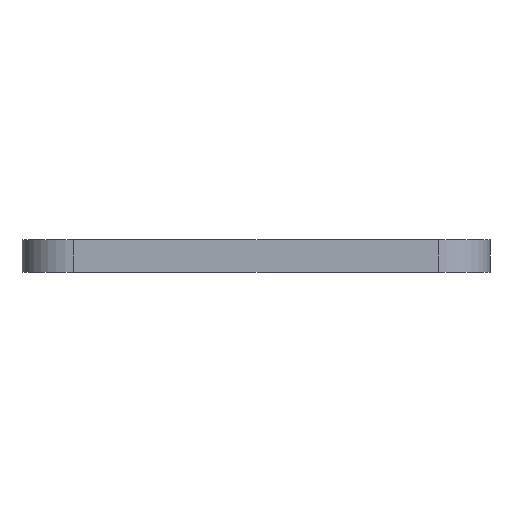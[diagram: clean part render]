
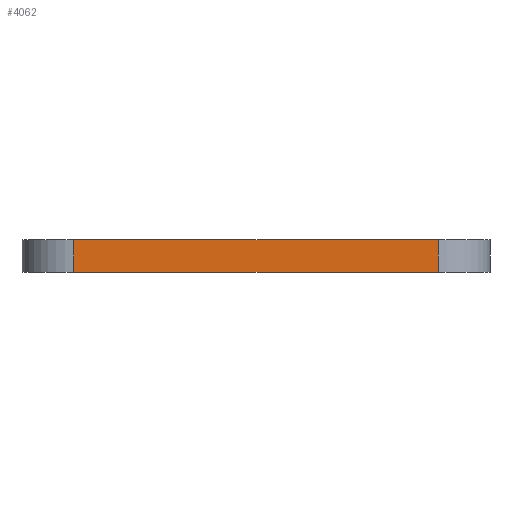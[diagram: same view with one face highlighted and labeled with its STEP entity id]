
A CAD part, left-side view. The second image highlights one B-rep face of the part: STEP entity #4062.
In plain terms, the highlighted planar face has unit normal (-1, 0, 0).
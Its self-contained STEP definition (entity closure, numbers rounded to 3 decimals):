
#84 = PLANE('',#85);
#85 = AXIS2_PLACEMENT_3D('',#86,#87,#88);
#86 = CARTESIAN_POINT('',(148.501,-105.004,1.6));
#87 = DIRECTION('',(0.,0.,1.));
#88 = DIRECTION('',(1.,0.,-0.));
#139 = PLANE('',#140);
#140 = AXIS2_PLACEMENT_3D('',#141,#142,#143);
#141 = CARTESIAN_POINT('',(148.501,-105.004,0.));
#142 = DIRECTION('',(0.,0.,1.));
#143 = DIRECTION('',(1.,0.,-0.));
#270 = CYLINDRICAL_SURFACE('',#271,2.605);
#271 = AXIS2_PLACEMENT_3D('',#272,#273,#274);
#272 = CARTESIAN_POINT('',(124.943,-96.114,0.));
#273 = DIRECTION('',(-0.,-0.,-1.));
#274 = DIRECTION('',(1.,0.,-0.));
#309 = VERTEX_POINT('',#310);
#310 = CARTESIAN_POINT('',(122.339,-96.05,0.));
#332 = EDGE_CURVE('',#309,#333,#335,.T.);
#333 = VERTEX_POINT('',#334);
#334 = CARTESIAN_POINT('',(122.339,-113.957,0.));
#335 = SURFACE_CURVE('',#336,(#340,#347),.PCURVE_S1.);
#336 = LINE('',#337,#338);
#337 = CARTESIAN_POINT('',(122.339,-96.05,0.));
#338 = VECTOR('',#339,1.);
#339 = DIRECTION('',(0.,-1.,0.));
#340 = PCURVE('',#139,#341);
#341 = DEFINITIONAL_REPRESENTATION('',(#342),#346);
#342 = LINE('',#343,#344);
#343 = CARTESIAN_POINT('',(-26.162,8.953));
#344 = VECTOR('',#345,1.);
#345 = DIRECTION('',(0.,-1.));
#346 = ( GEOMETRIC_REPRESENTATION_CONTEXT(2) 
PARAMETRIC_REPRESENTATION_CONTEXT() REPRESENTATION_CONTEXT('2D SPACE',''
  ) );
#347 = PCURVE('',#348,#353);
#348 = PLANE('',#349);
#349 = AXIS2_PLACEMENT_3D('',#350,#351,#352);
#350 = CARTESIAN_POINT('',(122.339,-96.05,0.));
#351 = DIRECTION('',(1.,0.,-0.));
#352 = DIRECTION('',(0.,-1.,0.));
#353 = DEFINITIONAL_REPRESENTATION('',(#354),#358);
#354 = LINE('',#355,#356);
#355 = CARTESIAN_POINT('',(0.,0.));
#356 = VECTOR('',#357,1.);
#357 = DIRECTION('',(1.,0.));
#358 = ( GEOMETRIC_REPRESENTATION_CONTEXT(2) 
PARAMETRIC_REPRESENTATION_CONTEXT() REPRESENTATION_CONTEXT('2D SPACE',''
  ) );
#377 = CYLINDRICAL_SURFACE('',#378,2.604);
#378 = AXIS2_PLACEMENT_3D('',#379,#380,#381);
#379 = CARTESIAN_POINT('',(124.943,-113.894,0.));
#380 = DIRECTION('',(-0.,-0.,-1.));
#381 = DIRECTION('',(1.,0.,-0.));
#2306 = VERTEX_POINT('',#2307);
#2307 = CARTESIAN_POINT('',(122.339,-96.05,1.6));
#2329 = EDGE_CURVE('',#2306,#2330,#2332,.T.);
#2330 = VERTEX_POINT('',#2331);
#2331 = CARTESIAN_POINT('',(122.339,-113.957,1.6));
#2332 = SURFACE_CURVE('',#2333,(#2337,#2344),.PCURVE_S1.);
#2333 = LINE('',#2334,#2335);
#2334 = CARTESIAN_POINT('',(122.339,-96.05,1.6));
#2335 = VECTOR('',#2336,1.);
#2336 = DIRECTION('',(0.,-1.,0.));
#2337 = PCURVE('',#84,#2338);
#2338 = DEFINITIONAL_REPRESENTATION('',(#2339),#2343);
#2339 = LINE('',#2340,#2341);
#2340 = CARTESIAN_POINT('',(-26.162,8.953));
#2341 = VECTOR('',#2342,1.);
#2342 = DIRECTION('',(0.,-1.));
#2343 = ( GEOMETRIC_REPRESENTATION_CONTEXT(2) 
PARAMETRIC_REPRESENTATION_CONTEXT() REPRESENTATION_CONTEXT('2D SPACE',''
  ) );
#2344 = PCURVE('',#348,#2345);
#2345 = DEFINITIONAL_REPRESENTATION('',(#2346),#2350);
#2346 = LINE('',#2347,#2348);
#2347 = CARTESIAN_POINT('',(0.,-1.6));
#2348 = VECTOR('',#2349,1.);
#2349 = DIRECTION('',(1.,0.));
#2350 = ( GEOMETRIC_REPRESENTATION_CONTEXT(2) 
PARAMETRIC_REPRESENTATION_CONTEXT() REPRESENTATION_CONTEXT('2D SPACE',''
  ) );
#4014 = EDGE_CURVE('',#309,#2306,#4015,.T.);
#4015 = SURFACE_CURVE('',#4016,(#4020,#4027),.PCURVE_S1.);
#4016 = LINE('',#4017,#4018);
#4017 = CARTESIAN_POINT('',(122.339,-96.05,0.));
#4018 = VECTOR('',#4019,1.);
#4019 = DIRECTION('',(0.,0.,1.));
#4020 = PCURVE('',#270,#4021);
#4021 = DEFINITIONAL_REPRESENTATION('',(#4022),#4026);
#4022 = LINE('',#4023,#4024);
#4023 = CARTESIAN_POINT('',(-3.117,0.));
#4024 = VECTOR('',#4025,1.);
#4025 = DIRECTION('',(-0.,-1.));
#4026 = ( GEOMETRIC_REPRESENTATION_CONTEXT(2) 
PARAMETRIC_REPRESENTATION_CONTEXT() REPRESENTATION_CONTEXT('2D SPACE',''
  ) );
#4027 = PCURVE('',#348,#4028);
#4028 = DEFINITIONAL_REPRESENTATION('',(#4029),#4033);
#4029 = LINE('',#4030,#4031);
#4030 = CARTESIAN_POINT('',(0.,0.));
#4031 = VECTOR('',#4032,1.);
#4032 = DIRECTION('',(0.,-1.));
#4033 = ( GEOMETRIC_REPRESENTATION_CONTEXT(2) 
PARAMETRIC_REPRESENTATION_CONTEXT() REPRESENTATION_CONTEXT('2D SPACE',''
  ) );
#4062 = ADVANCED_FACE('',(#4063),#348,.F.);
#4063 = FACE_BOUND('',#4064,.F.);
#4064 = EDGE_LOOP('',(#4065,#4066,#4067,#4088));
#4065 = ORIENTED_EDGE('',*,*,#4014,.T.);
#4066 = ORIENTED_EDGE('',*,*,#2329,.T.);
#4067 = ORIENTED_EDGE('',*,*,#4068,.F.);
#4068 = EDGE_CURVE('',#333,#2330,#4069,.T.);
#4069 = SURFACE_CURVE('',#4070,(#4074,#4081),.PCURVE_S1.);
#4070 = LINE('',#4071,#4072);
#4071 = CARTESIAN_POINT('',(122.339,-113.957,0.));
#4072 = VECTOR('',#4073,1.);
#4073 = DIRECTION('',(0.,0.,1.));
#4074 = PCURVE('',#348,#4075);
#4075 = DEFINITIONAL_REPRESENTATION('',(#4076),#4080);
#4076 = LINE('',#4077,#4078);
#4077 = CARTESIAN_POINT('',(17.907,0.));
#4078 = VECTOR('',#4079,1.);
#4079 = DIRECTION('',(0.,-1.));
#4080 = ( GEOMETRIC_REPRESENTATION_CONTEXT(2) 
PARAMETRIC_REPRESENTATION_CONTEXT() REPRESENTATION_CONTEXT('2D SPACE',''
  ) );
#4081 = PCURVE('',#377,#4082);
#4082 = DEFINITIONAL_REPRESENTATION('',(#4083),#4087);
#4083 = LINE('',#4084,#4085);
#4084 = CARTESIAN_POINT('',(-3.166,0.));
#4085 = VECTOR('',#4086,1.);
#4086 = DIRECTION('',(-0.,-1.));
#4087 = ( GEOMETRIC_REPRESENTATION_CONTEXT(2) 
PARAMETRIC_REPRESENTATION_CONTEXT() REPRESENTATION_CONTEXT('2D SPACE',''
  ) );
#4088 = ORIENTED_EDGE('',*,*,#332,.F.);
